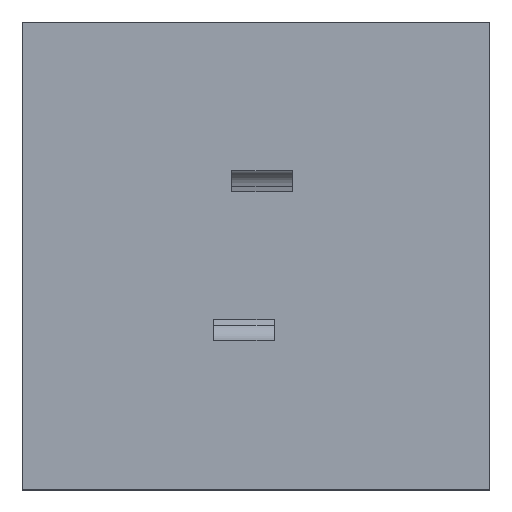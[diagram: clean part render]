
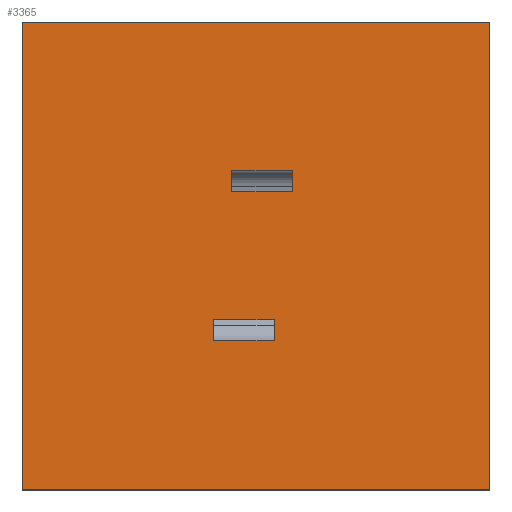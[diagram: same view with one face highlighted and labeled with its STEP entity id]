
A CAD part, top view. The second image highlights one B-rep face of the part: STEP entity #3365.
In plain terms, the highlighted planar face has unit normal (0, 0, 1).
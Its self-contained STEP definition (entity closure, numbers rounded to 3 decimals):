
#96=FACE_BOUND('',#572,.T.);
#97=FACE_BOUND('',#573,.T.);
#356=FACE_OUTER_BOUND('',#571,.T.);
#571=EDGE_LOOP('',(#2813,#2814,#2815,#2816));
#572=EDGE_LOOP('',(#2817,#2818,#2819,#2820));
#573=EDGE_LOOP('',(#2821,#2822,#2823,#2824));
#859=LINE('',#5357,#1241);
#863=LINE('',#5365,#1245);
#866=LINE('',#5371,#1248);
#869=LINE('',#5376,#1251);
#871=LINE('',#5381,#1253);
#875=LINE('',#5389,#1257);
#878=LINE('',#5395,#1260);
#881=LINE('',#5400,#1263);
#895=LINE('',#5431,#1277);
#899=LINE('',#5439,#1281);
#902=LINE('',#5445,#1284);
#905=LINE('',#5450,#1287);
#1241=VECTOR('',#4395,10.);
#1245=VECTOR('',#4401,10.);
#1248=VECTOR('',#4406,10.);
#1251=VECTOR('',#4411,10.);
#1253=VECTOR('',#4415,10.);
#1257=VECTOR('',#4421,10.);
#1260=VECTOR('',#4426,10.);
#1263=VECTOR('',#4431,10.);
#1277=VECTOR('',#4459,10.);
#1281=VECTOR('',#4465,10.);
#1284=VECTOR('',#4470,10.);
#1287=VECTOR('',#4475,10.);
#1583=VERTEX_POINT('',#5355);
#1584=VERTEX_POINT('',#5356);
#1587=VERTEX_POINT('',#5364);
#1589=VERTEX_POINT('',#5370);
#1591=VERTEX_POINT('',#5379);
#1592=VERTEX_POINT('',#5380);
#1595=VERTEX_POINT('',#5388);
#1597=VERTEX_POINT('',#5394);
#1607=VERTEX_POINT('',#5429);
#1608=VERTEX_POINT('',#5430);
#1611=VERTEX_POINT('',#5438);
#1613=VERTEX_POINT('',#5444);
#1982=EDGE_CURVE('',#1583,#1584,#859,.T.);
#1986=EDGE_CURVE('',#1584,#1587,#863,.T.);
#1989=EDGE_CURVE('',#1587,#1589,#866,.T.);
#1992=EDGE_CURVE('',#1589,#1583,#869,.T.);
#1994=EDGE_CURVE('',#1591,#1592,#871,.T.);
#1998=EDGE_CURVE('',#1592,#1595,#875,.T.);
#2001=EDGE_CURVE('',#1595,#1597,#878,.T.);
#2004=EDGE_CURVE('',#1597,#1591,#881,.T.);
#2018=EDGE_CURVE('',#1607,#1608,#895,.T.);
#2022=EDGE_CURVE('',#1611,#1607,#899,.T.);
#2025=EDGE_CURVE('',#1613,#1611,#902,.T.);
#2028=EDGE_CURVE('',#1608,#1613,#905,.T.);
#2813=ORIENTED_EDGE('',*,*,#2028,.F.);
#2814=ORIENTED_EDGE('',*,*,#2018,.F.);
#2815=ORIENTED_EDGE('',*,*,#2022,.F.);
#2816=ORIENTED_EDGE('',*,*,#2025,.F.);
#2817=ORIENTED_EDGE('',*,*,#1989,.T.);
#2818=ORIENTED_EDGE('',*,*,#1992,.T.);
#2819=ORIENTED_EDGE('',*,*,#1982,.T.);
#2820=ORIENTED_EDGE('',*,*,#1986,.T.);
#2821=ORIENTED_EDGE('',*,*,#2001,.T.);
#2822=ORIENTED_EDGE('',*,*,#2004,.T.);
#2823=ORIENTED_EDGE('',*,*,#1994,.T.);
#2824=ORIENTED_EDGE('',*,*,#1998,.T.);
#3184=PLANE('',#3712);
#3365=ADVANCED_FACE('',(#356,#96,#97),#3184,.T.);
#3712=AXIS2_PLACEMENT_3D('',#5452,#4477,#4478);
#4395=DIRECTION('',(1.,0.,0.));
#4401=DIRECTION('',(0.,-1.,0.));
#4406=DIRECTION('',(-1.,0.,0.));
#4411=DIRECTION('',(0.,1.,0.));
#4415=DIRECTION('',(-1.,0.,0.));
#4421=DIRECTION('',(0.,1.,0.));
#4426=DIRECTION('',(1.,0.,0.));
#4431=DIRECTION('',(0.,-1.,0.));
#4459=DIRECTION('',(0.,1.,0.));
#4465=DIRECTION('',(-1.,0.,0.));
#4470=DIRECTION('',(0.,-1.,0.));
#4475=DIRECTION('',(1.,0.,0.));
#4477=DIRECTION('center_axis',(0.,0.,1.));
#4478=DIRECTION('ref_axis',(-1.,0.,0.));
#5355=CARTESIAN_POINT('',(23.5,28.,-16.485));
#5356=CARTESIAN_POINT('',(43.5,28.,-16.485));
#5357=CARTESIAN_POINT('',(37.5,28.,-16.485));
#5364=CARTESIAN_POINT('',(43.5,21.,-16.485));
#5365=CARTESIAN_POINT('',(43.5,10.5,-16.485));
#5370=CARTESIAN_POINT('',(23.5,21.,-16.485));
#5371=CARTESIAN_POINT('',(27.5,21.,-16.485));
#5376=CARTESIAN_POINT('',(23.5,14.,-16.485));
#5379=CARTESIAN_POINT('',(37.5,-28.,-16.485));
#5380=CARTESIAN_POINT('',(17.5,-28.,-16.485));
#5381=CARTESIAN_POINT('',(24.5,-28.,-16.485));
#5388=CARTESIAN_POINT('',(17.5,-21.,-16.485));
#5389=CARTESIAN_POINT('',(17.5,-10.5,-16.485));
#5394=CARTESIAN_POINT('',(37.5,-21.,-16.485));
#5395=CARTESIAN_POINT('',(34.5,-21.,-16.485));
#5400=CARTESIAN_POINT('',(37.5,-14.,-16.485));
#5429=CARTESIAN_POINT('',(-45.5,-77.,-16.485));
#5430=CARTESIAN_POINT('',(-45.5,77.,-16.485));
#5431=CARTESIAN_POINT('',(-45.5,-37.5,-16.485));
#5438=CARTESIAN_POINT('',(108.5,-77.,-16.485));
#5439=CARTESIAN_POINT('',(69.,-77.,-16.485));
#5444=CARTESIAN_POINT('',(108.5,77.,-16.485));
#5445=CARTESIAN_POINT('',(108.5,37.5,-16.485));
#5450=CARTESIAN_POINT('',(-6.,77.,-16.485));
#5452=CARTESIAN_POINT('Origin',(31.5,0.,-16.485));
